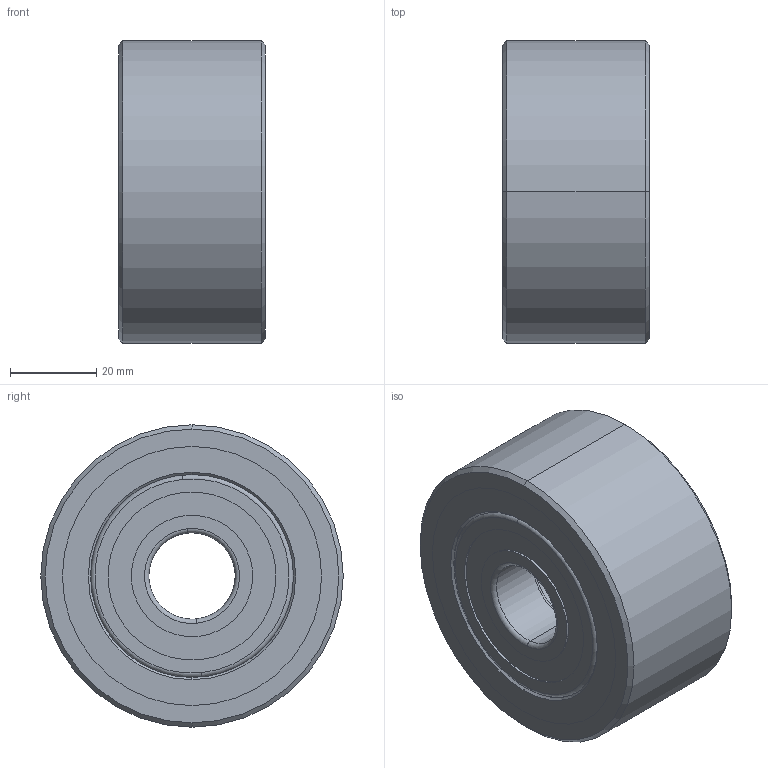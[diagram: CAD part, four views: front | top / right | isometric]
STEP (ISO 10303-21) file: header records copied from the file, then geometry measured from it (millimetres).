
FILE_DESCRIPTION (( 'STEP AP214' ), '1' );
FILE_NAME ('0039520_FVUS-070-34-34-K20_(A-01).step', '2019-08-07T13:26:39', ( 'Windows-Benutzer' ), ( '' ), 'SwSTEP 2.0', 'SolidWorks 2018', '' );
FILE_SCHEMA (( 'AUTOMOTIVE_DESIGN' ));
Length unit declared in the file: millimetre
Products named in the file (1): 0039520_FVUS-070-34-34-K20_(A-01)
Bounding box: 34 x 70 x 70 mm (x, y, z)
Volume: 108899.9 mm3; surface area: 51103.7 mm2
Topology: 9 solids, 9 shells, 112 faces, 224 edges, 136 vertices
Faces by surface type: cylinder 56, plane 24, torus 24, cone 8
Entity records: 4322 total; most frequent: DIRECTION 610, CARTESIAN_POINT 473, ORIENTED_EDGE 448, AXIS2_PLACEMENT_3D 273, EDGE_CURVE 224, CIRCLE 160, EDGE_LOOP 136, VERTEX_POINT 136
